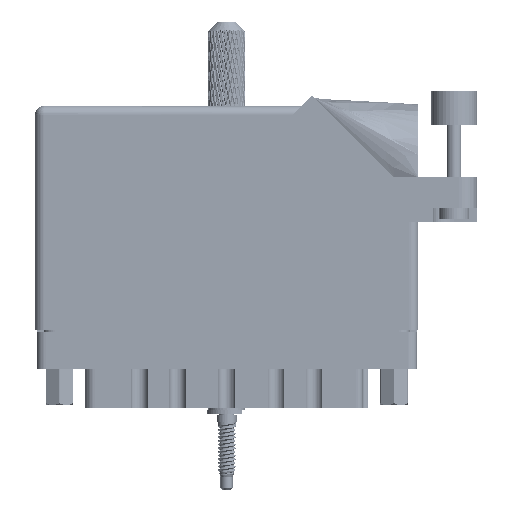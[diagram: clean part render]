
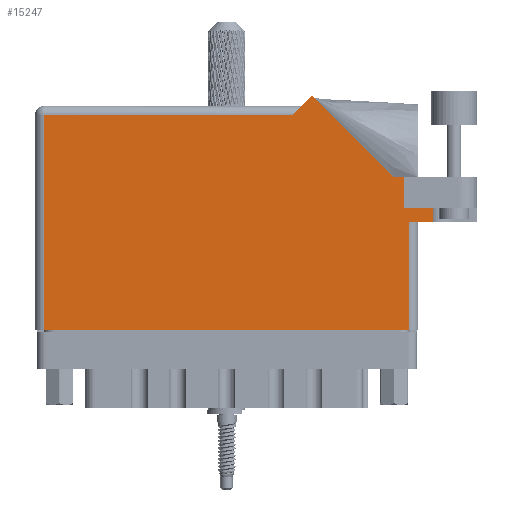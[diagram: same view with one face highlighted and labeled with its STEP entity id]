
A CAD part, front view. The second image highlights one B-rep face of the part: STEP entity #15247.
In plain terms, the highlighted face is planar.
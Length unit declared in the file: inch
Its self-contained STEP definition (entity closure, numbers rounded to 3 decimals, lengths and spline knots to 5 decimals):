
#8 = CARTESIAN_POINT ( 'NONE',  ( 0.062, 1.468, 0. ) ) ;
#2636 = CARTESIAN_POINT ( 'NONE',  ( 2.55, 0., 0. ) ) ;
#2862 = LINE ( 'NONE', #25946, #102113 ) ;
#3085 = CARTESIAN_POINT ( 'NONE',  ( 2.612, 0.737, 0. ) ) ;
#3112 = LINE ( 'NONE', #111941, #110172 ) ;
#4590 = LINE ( 'NONE', #6323, #109894 ) ;
#6125 = VERTEX_POINT ( 'NONE', #24484 ) ;
#6323 = CARTESIAN_POINT ( 'NONE',  ( 2.7135, 1.16177, 0. ) ) ;
#9052 = CARTESIAN_POINT ( 'NONE',  ( 2.512, 1.044, 0. ) ) ;
#10111 = DIRECTION ( 'NONE',  ( 0., 0., -1. ) ) ;
#10247 = VERTEX_POINT ( 'NONE', #73064 ) ;
#10285 = CARTESIAN_POINT ( 'NONE',  ( 2.512, 0.831, 0. ) ) ;
#12202 = DIRECTION ( 'NONE',  ( 1., 0., 0. ) ) ;
#14458 = VECTOR ( 'NONE', #115765, 39.37008 ) ;
#15247 = ADVANCED_FACE ( 'NONE', ( #92870 ), #76364, .F. ) ;
#15778 = LINE ( 'NONE', #37712, #62252 ) ;
#16071 = VECTOR ( 'NONE', #12202, 39.37008 ) ;
#16252 = EDGE_CURVE ( 'NONE', #47341, #58154, #58527, .T. ) ;
#16380 = AXIS2_PLACEMENT_3D ( 'NONE', #59869, #10111, #39098 ) ;
#19263 = VECTOR ( 'NONE', #101025, 39.37008 ) ;
#21513 = EDGE_CURVE ( 'NONE', #45849, #109345, #124286, .T. ) ;
#23508 = DIRECTION ( 'NONE',  ( 0., 1., 0. ) ) ;
#24167 = EDGE_CURVE ( 'NONE', #58154, #6125, #4590, .T. ) ;
#24484 = CARTESIAN_POINT ( 'NONE',  ( 2.7135, 0.737, 0. ) ) ;
#25946 = CARTESIAN_POINT ( 'NONE',  ( 2.55, 0.737, 0. ) ) ;
#27405 = CARTESIAN_POINT ( 'NONE',  ( 0.062, 0., 0. ) ) ;
#28369 = LINE ( 'NONE', #27405, #14458 ) ;
#28650 = VERTEX_POINT ( 'NONE', #2636 ) ;
#30042 = ORIENTED_EDGE ( 'NONE', *, *, #16252, .F. ) ;
#30336 = DIRECTION ( 'NONE',  ( -1., 0., 0. ) ) ;
#31124 = ORIENTED_EDGE ( 'NONE', *, *, #68334, .T. ) ;
#31634 = CARTESIAN_POINT ( 'NONE',  ( 2.44642, 1.044, 0. ) ) ;
#34502 = ORIENTED_EDGE ( 'NONE', *, *, #91488, .T. ) ;
#37712 = CARTESIAN_POINT ( 'NONE',  ( 1.819, 1.53, 0. ) ) ;
#38171 = EDGE_CURVE ( 'NONE', #59609, #6125, #116847, .T. ) ;
#38519 = VERTEX_POINT ( 'NONE', #53155 ) ;
#39098 = DIRECTION ( 'NONE',  ( -1., 0., 0. ) ) ;
#44938 = CARTESIAN_POINT ( 'NONE',  ( 2.55, 0.737, 0. ) ) ;
#45849 = VERTEX_POINT ( 'NONE', #9052 ) ;
#47341 = VERTEX_POINT ( 'NONE', #10285 ) ;
#48998 = EDGE_CURVE ( 'NONE', #47341, #45849, #3112, .T. ) ;
#49281 = CARTESIAN_POINT ( 'NONE',  ( 2.512, 0.831, 0. ) ) ;
#53155 = CARTESIAN_POINT ( 'NONE',  ( 0.062, 0., 0. ) ) ;
#53959 = ORIENTED_EDGE ( 'NONE', *, *, #21513, .T. ) ;
#54214 = CARTESIAN_POINT ( 'NONE',  ( 3.012, 1.044, 0. ) ) ;
#54638 = ORIENTED_EDGE ( 'NONE', *, *, #48998, .T. ) ;
#55719 = DIRECTION ( 'NONE',  ( 1., 0., 0. ) ) ;
#57303 = EDGE_CURVE ( 'NONE', #38519, #28650, #61560, .T. ) ;
#58154 = VERTEX_POINT ( 'NONE', #110587 ) ;
#58527 = LINE ( 'NONE', #49281, #74065 ) ;
#59609 = VERTEX_POINT ( 'NONE', #44938 ) ;
#59869 = CARTESIAN_POINT ( 'NONE',  ( 0., 1.53, 0. ) ) ;
#61560 = LINE ( 'NONE', #63150, #81649 ) ;
#62252 = VECTOR ( 'NONE', #66283, 39.37008 ) ;
#62970 = EDGE_CURVE ( 'NONE', #28650, #59609, #2862, .T. ) ;
#63150 = CARTESIAN_POINT ( 'NONE',  ( 0., 0., 0. ) ) ;
#65307 = DIRECTION ( 'NONE',  ( 0., 1., 0. ) ) ;
#66283 = DIRECTION ( 'NONE',  ( -0.707, -0.707, 0. ) ) ;
#67907 = ORIENTED_EDGE ( 'NONE', *, *, #57303, .T. ) ;
#68334 = EDGE_CURVE ( 'NONE', #76603, #38519, #28369, .T. ) ;
#71674 = LINE ( 'NONE', #98876, #121294 ) ;
#71735 = CARTESIAN_POINT ( 'NONE',  ( 1.88971, 1.60071, 0. ) ) ;
#73064 = CARTESIAN_POINT ( 'NONE',  ( 1.757, 1.468, 0. ) ) ;
#74065 = VECTOR ( 'NONE', #55719, 39.37008 ) ;
#76364 = PLANE ( 'NONE',  #16380 ) ;
#76603 = VERTEX_POINT ( 'NONE', #8 ) ;
#81649 = VECTOR ( 'NONE', #103028, 39.37008 ) ;
#84800 = CARTESIAN_POINT ( 'NONE',  ( 2.44642, 1.044, 0. ) ) ;
#86026 = ORIENTED_EDGE ( 'NONE', *, *, #38171, .T. ) ;
#91488 = EDGE_CURVE ( 'NONE', #10247, #76603, #71674, .T. ) ;
#91972 = DIRECTION ( 'NONE',  ( -1., 0., 0. ) ) ;
#92870 = FACE_OUTER_BOUND ( 'NONE', #126629, .T. ) ;
#93724 = LINE ( 'NONE', #31634, #19263 ) ;
#94755 = EDGE_CURVE ( 'NONE', #109345, #118967, #93724, .T. ) ;
#96423 = ORIENTED_EDGE ( 'NONE', *, *, #97019, .T. ) ;
#97019 = EDGE_CURVE ( 'NONE', #118967, #10247, #15778, .T. ) ;
#98876 = CARTESIAN_POINT ( 'NONE',  ( 0., 1.468, 0. ) ) ;
#101025 = DIRECTION ( 'NONE',  ( -0.707, 0.707, 0. ) ) ;
#102113 = VECTOR ( 'NONE', #65307, 39.37008 ) ;
#103028 = DIRECTION ( 'NONE',  ( 1., 0., 0. ) ) ;
#109122 = ORIENTED_EDGE ( 'NONE', *, *, #24167, .F. ) ;
#109345 = VERTEX_POINT ( 'NONE', #84800 ) ;
#109894 = VECTOR ( 'NONE', #116311, 39.37008 ) ;
#110172 = VECTOR ( 'NONE', #23508, 39.37008 ) ;
#110587 = CARTESIAN_POINT ( 'NONE',  ( 2.7135, 0.831, 0. ) ) ;
#111941 = CARTESIAN_POINT ( 'NONE',  ( 2.512, 0.831, 0. ) ) ;
#114254 = ORIENTED_EDGE ( 'NONE', *, *, #94755, .T. ) ;
#114850 = VECTOR ( 'NONE', #91972, 39.37008 ) ;
#115765 = DIRECTION ( 'NONE',  ( 0., -1., 0. ) ) ;
#116311 = DIRECTION ( 'NONE',  ( 0., -1., 0. ) ) ;
#116847 = LINE ( 'NONE', #3085, #16071 ) ;
#118967 = VERTEX_POINT ( 'NONE', #71735 ) ;
#121294 = VECTOR ( 'NONE', #30336, 39.37008 ) ;
#124286 = LINE ( 'NONE', #54214, #114850 ) ;
#124762 = ORIENTED_EDGE ( 'NONE', *, *, #62970, .T. ) ;
#126629 = EDGE_LOOP ( 'NONE', ( #67907, #124762, #86026, #109122, #30042, #54638, #53959, #114254, #96423, #34502, #31124 ) ) ;
